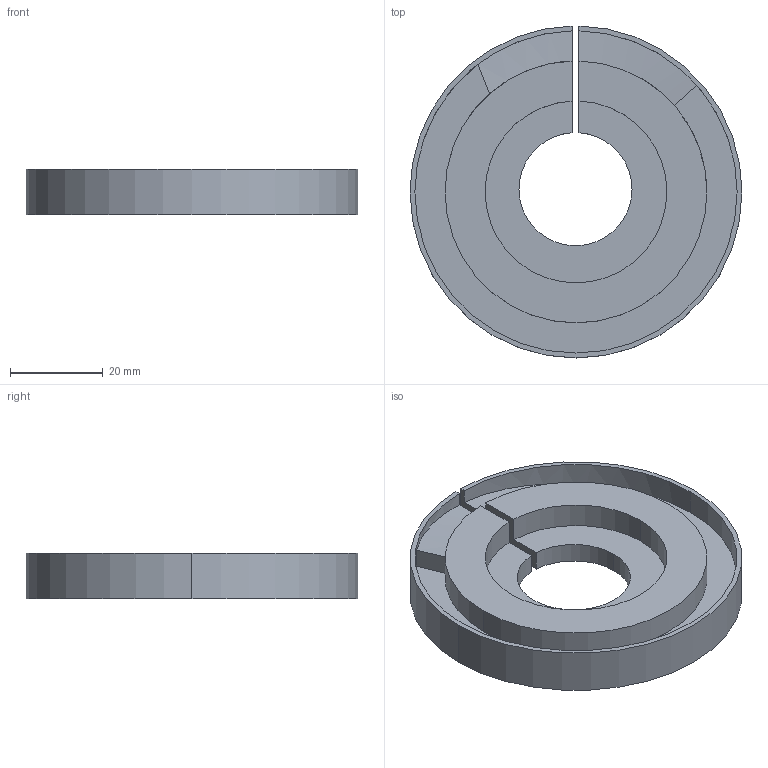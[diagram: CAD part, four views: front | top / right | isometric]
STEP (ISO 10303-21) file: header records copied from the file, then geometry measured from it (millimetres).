
FILE_DESCRIPTION (( 'STEP AP214' ), '1' );
FILE_NAME ('Gauder_coil_cap.STEP', '2025-03-26T23:42:33', ( '' ), ( '' ), 'SwSTEP 2.0', 'SolidWorks 2024', '' );
FILE_SCHEMA (( 'AUTOMOTIVE_DESIGN' ));
Length unit declared in the file: millimetre
Products named in the file (1): Gauder_coil_cap
Bounding box: 71.57 x 71.56 x 9.77 mm (x, y, z)
Volume: 24150.6 mm3; surface area: 12511.8 mm2
Topology: 1 solids, 1 shells, 25 faces, 70 edges, 48 vertices
Faces by surface type: cylinder 15, plane 8, bspline 2
Entity records: 894 total; most frequent: CARTESIAN_POINT 223, DIRECTION 140, ORIENTED_EDGE 138, EDGE_CURVE 69, AXIS2_PLACEMENT_3D 54, VERTEX_POINT 46, LINE 32, VECTOR 32
